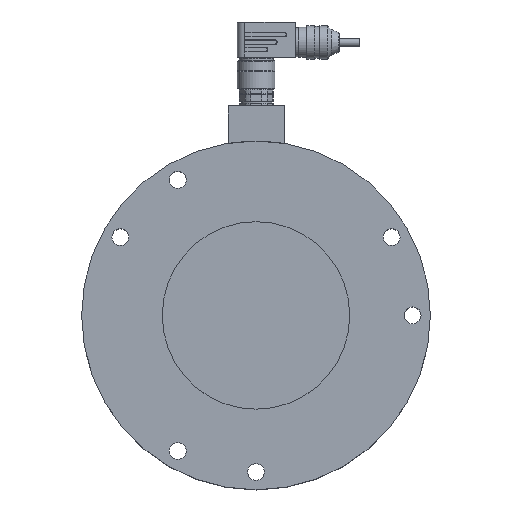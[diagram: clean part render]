
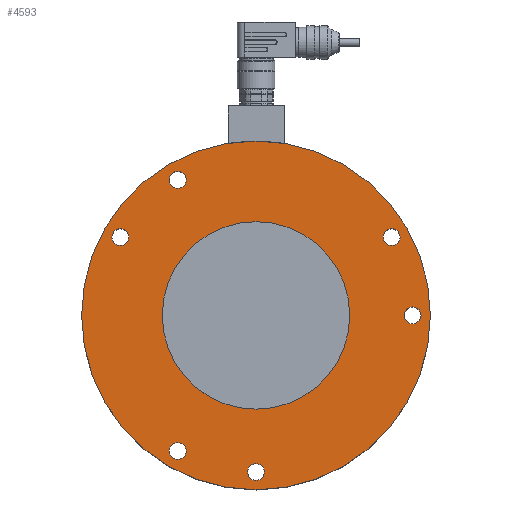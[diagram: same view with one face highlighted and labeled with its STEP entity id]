
A CAD part, top view. The second image highlights one B-rep face of the part: STEP entity #4593.
In plain terms, the highlighted face is planar.
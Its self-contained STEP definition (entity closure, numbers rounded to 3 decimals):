
#83 = ORIENTED_EDGE ( 'NONE', *, *, #1814, .F. ) ;
#189 = FACE_BOUND ( 'NONE', #8517, .T. ) ;
#212 = CIRCLE ( 'NONE', #2585, 4.5 ) ;
#234 = FACE_BOUND ( 'NONE', #856, .T. ) ;
#329 = VERTEX_POINT ( 'NONE', #8325 ) ;
#494 = CARTESIAN_POINT ( 'NONE',  ( 37.25, -72.313, 0. ) ) ;
#527 = DIRECTION ( 'NONE',  ( -1., 0., 0. ) ) ;
#682 = AXIS2_PLACEMENT_3D ( 'NONE', #1174, #4011, #7530 ) ;
#819 = DIRECTION ( 'NONE',  ( -1., 0., 0. ) ) ;
#856 = EDGE_LOOP ( 'NONE', ( #9084 ) ) ;
#903 = CIRCLE ( 'NONE', #5367, 93. ) ;
#1174 = CARTESIAN_POINT ( 'NONE',  ( 0., 83.5, 0. ) ) ;
#1183 = DIRECTION ( 'NONE',  ( 0., 0., -1. ) ) ;
#1239 = CIRCLE ( 'NONE', #2879, 50. ) ;
#1314 = CIRCLE ( 'NONE', #5484, 4.5 ) ;
#1349 = VERTEX_POINT ( 'NONE', #3408 ) ;
#1366 = ORIENTED_EDGE ( 'NONE', *, *, #5370, .F. ) ;
#1435 = AXIS2_PLACEMENT_3D ( 'NONE', #5836, #1183, #4662 ) ;
#1545 = EDGE_CURVE ( 'NONE', #1349, #1349, #903, .T. ) ;
#1575 = AXIS2_PLACEMENT_3D ( 'NONE', #8504, #4299, #7030 ) ;
#1814 = EDGE_CURVE ( 'NONE', #1964, #1964, #8671, .T. ) ;
#1889 = DIRECTION ( 'NONE',  ( 0., 0., -1. ) ) ;
#1964 = VERTEX_POINT ( 'NONE', #4232 ) ;
#1990 = CIRCLE ( 'NONE', #7172, 4.5 ) ;
#2228 = DIRECTION ( 'NONE',  ( 0., 0., -1. ) ) ;
#2320 = FACE_OUTER_BOUND ( 'NONE', #8430, .T. ) ;
#2442 = VERTEX_POINT ( 'NONE', #3190 ) ;
#2446 = CARTESIAN_POINT ( 'NONE',  ( 41.75, -72.313, 0. ) ) ;
#2585 = AXIS2_PLACEMENT_3D ( 'NONE', #2446, #7538, #6750 ) ;
#2735 = ORIENTED_EDGE ( 'NONE', *, *, #6899, .F. ) ;
#2879 = AXIS2_PLACEMENT_3D ( 'NONE', #7264, #3742, #3053 ) ;
#2886 = FACE_BOUND ( 'NONE', #5275, .T. ) ;
#2956 = VERTEX_POINT ( 'NONE', #5655 ) ;
#3053 = DIRECTION ( 'NONE',  ( 0., 1., 0. ) ) ;
#3190 = CARTESIAN_POINT ( 'NONE',  ( 67.813, -41.75, 0. ) ) ;
#3378 = CIRCLE ( 'NONE', #1435, 4.5 ) ;
#3408 = CARTESIAN_POINT ( 'NONE',  ( -93., 0., 0. ) ) ;
#3742 = DIRECTION ( 'NONE',  ( 0., 0., -1. ) ) ;
#3759 = CARTESIAN_POINT ( 'NONE',  ( 0., 0., 0. ) ) ;
#4011 = DIRECTION ( 'NONE',  ( 0., 0., -1. ) ) ;
#4232 = CARTESIAN_POINT ( 'NONE',  ( 37.25, 72.313, 0. ) ) ;
#4299 = DIRECTION ( 'NONE',  ( 0., 0., -1. ) ) ;
#4498 = FACE_BOUND ( 'NONE', #4722, .T. ) ;
#4545 = VERTEX_POINT ( 'NONE', #494 ) ;
#4593 = ADVANCED_FACE ( 'NONE', ( #7887, #8613, #234, #2886, #6447, #4498, #2320, #189 ), #5719, .T. ) ;
#4645 = AXIS2_PLACEMENT_3D ( 'NONE', #3759, #5858, #5160 ) ;
#4662 = DIRECTION ( 'NONE',  ( -1., 0., 0. ) ) ;
#4714 = CARTESIAN_POINT ( 'NONE',  ( -72.313, -41.75, 0. ) ) ;
#4721 = CARTESIAN_POINT ( 'NONE',  ( 0., 50., 0. ) ) ;
#4722 = EDGE_LOOP ( 'NONE', ( #83 ) ) ;
#4811 = DIRECTION ( 'NONE',  ( 0., 0., -1. ) ) ;
#4828 = ORIENTED_EDGE ( 'NONE', *, *, #6519, .F. ) ;
#5160 = DIRECTION ( 'NONE',  ( -1., 0., 0. ) ) ;
#5250 = EDGE_CURVE ( 'NONE', #8276, #8276, #1239, .T. ) ;
#5268 = EDGE_LOOP ( 'NONE', ( #4828 ) ) ;
#5272 = EDGE_CURVE ( 'NONE', #329, #329, #1990, .T. ) ;
#5275 = EDGE_LOOP ( 'NONE', ( #1366 ) ) ;
#5367 = AXIS2_PLACEMENT_3D ( 'NONE', #5752, #2228, #819 ) ;
#5370 = EDGE_CURVE ( 'NONE', #4545, #4545, #212, .T. ) ;
#5484 = AXIS2_PLACEMENT_3D ( 'NONE', #7534, #4811, #8311 ) ;
#5655 = CARTESIAN_POINT ( 'NONE',  ( -4.5, 83.5, 0. ) ) ;
#5719 = PLANE ( 'NONE',  #4645 ) ;
#5752 = CARTESIAN_POINT ( 'NONE',  ( 0., 0., 0. ) ) ;
#5836 = CARTESIAN_POINT ( 'NONE',  ( -83.5, 0., 0. ) ) ;
#5858 = DIRECTION ( 'NONE',  ( 0., 0., -1. ) ) ;
#6167 = CIRCLE ( 'NONE', #682, 4.5 ) ;
#6447 = FACE_BOUND ( 'NONE', #5268, .T. ) ;
#6452 = EDGE_LOOP ( 'NONE', ( #9117 ) ) ;
#6519 = EDGE_CURVE ( 'NONE', #2956, #2956, #6167, .T. ) ;
#6750 = DIRECTION ( 'NONE',  ( -1., 0., 0. ) ) ;
#6899 = EDGE_CURVE ( 'NONE', #7823, #7823, #3378, .T. ) ;
#7030 = DIRECTION ( 'NONE',  ( -1., 0., 0. ) ) ;
#7172 = AXIS2_PLACEMENT_3D ( 'NONE', #4714, #1889, #527 ) ;
#7264 = CARTESIAN_POINT ( 'NONE',  ( 0., 0., 0. ) ) ;
#7298 = EDGE_LOOP ( 'NONE', ( #2735 ) ) ;
#7530 = DIRECTION ( 'NONE',  ( -1., 0., 0. ) ) ;
#7534 = CARTESIAN_POINT ( 'NONE',  ( 72.313, -41.75, 0. ) ) ;
#7538 = DIRECTION ( 'NONE',  ( 0., 0., -1. ) ) ;
#7823 = VERTEX_POINT ( 'NONE', #7868 ) ;
#7868 = CARTESIAN_POINT ( 'NONE',  ( -88., 0., 0. ) ) ;
#7887 = FACE_BOUND ( 'NONE', #6452, .T. ) ;
#8276 = VERTEX_POINT ( 'NONE', #4721 ) ;
#8311 = DIRECTION ( 'NONE',  ( -1., 0., 0. ) ) ;
#8325 = CARTESIAN_POINT ( 'NONE',  ( -76.813, -41.75, 0. ) ) ;
#8424 = ORIENTED_EDGE ( 'NONE', *, *, #1545, .T. ) ;
#8430 = EDGE_LOOP ( 'NONE', ( #8424 ) ) ;
#8504 = CARTESIAN_POINT ( 'NONE',  ( 41.75, 72.313, 0. ) ) ;
#8517 = EDGE_LOOP ( 'NONE', ( #8615 ) ) ;
#8613 = FACE_BOUND ( 'NONE', #7298, .T. ) ;
#8615 = ORIENTED_EDGE ( 'NONE', *, *, #5250, .F. ) ;
#8671 = CIRCLE ( 'NONE', #1575, 4.5 ) ;
#9015 = EDGE_CURVE ( 'NONE', #2442, #2442, #1314, .T. ) ;
#9084 = ORIENTED_EDGE ( 'NONE', *, *, #9015, .F. ) ;
#9117 = ORIENTED_EDGE ( 'NONE', *, *, #5272, .F. ) ;
